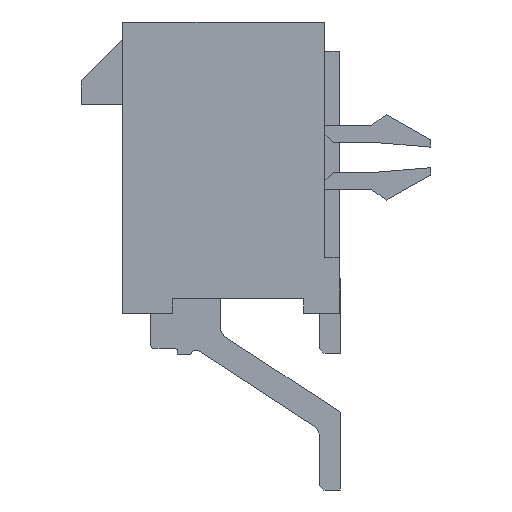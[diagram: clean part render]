
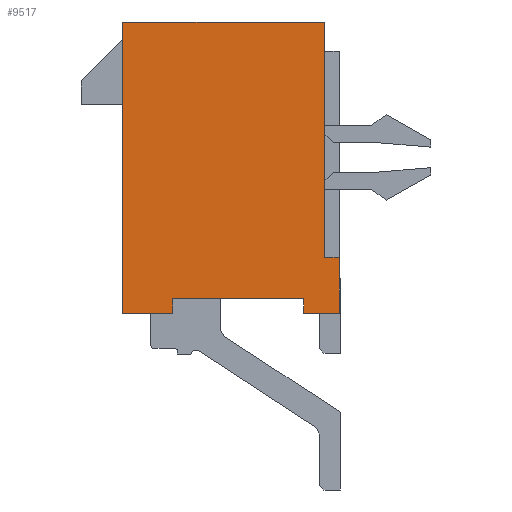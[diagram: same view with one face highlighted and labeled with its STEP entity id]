
A CAD part, front view. The second image highlights one B-rep face of the part: STEP entity #9517.
In plain terms, the highlighted planar face has unit normal (0, -1, 0).
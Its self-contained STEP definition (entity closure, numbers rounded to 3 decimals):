
#1490=ORIENTED_EDGE('',*,*,#3884,.F.);
#1491=ORIENTED_EDGE('',*,*,#3905,.T.);
#1492=ORIENTED_EDGE('',*,*,#3733,.T.);
#1493=ORIENTED_EDGE('',*,*,#3906,.T.);
#1494=ORIENTED_EDGE('',*,*,#3889,.F.);
#1495=ORIENTED_EDGE('',*,*,#3907,.T.);
#1496=ORIENTED_EDGE('',*,*,#3908,.T.);
#1497=ORIENTED_EDGE('',*,*,#3047,.F.);
#1498=ORIENTED_EDGE('',*,*,#3192,.F.);
#1499=ORIENTED_EDGE('',*,*,#3909,.F.);
#3047=EDGE_CURVE('',#4428,#4429,#5346,.T.);
#3192=EDGE_CURVE('',#4560,#4428,#5491,.T.);
#3733=EDGE_CURVE('',#4983,#4982,#5952,.T.);
#3884=EDGE_CURVE('',#5047,#5048,#6103,.T.);
#3889=EDGE_CURVE('',#5051,#5052,#6108,.T.);
#3905=EDGE_CURVE('',#5047,#4983,#6124,.T.);
#3906=EDGE_CURVE('',#4982,#5052,#6125,.T.);
#3907=EDGE_CURVE('',#5051,#5063,#6126,.T.);
#3908=EDGE_CURVE('',#5063,#4429,#6127,.T.);
#3909=EDGE_CURVE('',#5048,#4560,#6128,.T.);
#4428=VERTEX_POINT('',#12955);
#4429=VERTEX_POINT('',#12957);
#4560=VERTEX_POINT('',#13239);
#4982=VERTEX_POINT('',#14306);
#4983=VERTEX_POINT('',#14308);
#5047=VERTEX_POINT('',#14582);
#5048=VERTEX_POINT('',#14584);
#5051=VERTEX_POINT('',#14592);
#5052=VERTEX_POINT('',#14594);
#5063=VERTEX_POINT('',#14626);
#5346=LINE('',#12956,#6631);
#5491=LINE('',#13240,#6776);
#5952=LINE('',#14307,#7237);
#6103=LINE('',#14583,#7388);
#6108=LINE('',#14593,#7393);
#6124=LINE('',#14623,#7409);
#6125=LINE('',#14624,#7410);
#6126=LINE('',#14625,#7411);
#6127=LINE('',#14627,#7412);
#6128=LINE('',#14628,#7413);
#6631=VECTOR('',#10476,1000.);
#6776=VECTOR('',#10635,1000.);
#7237=VECTOR('',#11464,1000.);
#7388=VECTOR('',#11735,1000.);
#7393=VECTOR('',#11742,1000.);
#7409=VECTOR('',#11764,1000.);
#7410=VECTOR('',#11765,1000.);
#7411=VECTOR('',#11766,1000.);
#7412=VECTOR('',#11767,1000.);
#7413=VECTOR('',#11768,1000.);
#8095=EDGE_LOOP('',(#1490,#1491,#1492,#1493,#1494,#1495,#1496,#1497,#1498,
#1499));
#8608=FACE_BOUND('',#8095,.T.);
#9057=PLANE('',#10114);
#9517=ADVANCED_FACE('',(#8608),#9057,.F.);
#10114=AXIS2_PLACEMENT_3D('',#14622,#11762,#11763);
#10476=DIRECTION('',(0.,0.,-1.));
#10635=DIRECTION('',(1.,0.,0.));
#11464=DIRECTION('',(1.,0.,0.));
#11735=DIRECTION('',(-1.,0.,0.));
#11742=DIRECTION('',(-1.,0.,0.));
#11762=DIRECTION('',(0.,1.,0.));
#11763=DIRECTION('',(0.,0.,1.));
#11764=DIRECTION('',(0.,0.,1.));
#11765=DIRECTION('',(0.,0.,-1.));
#11766=DIRECTION('',(0.,0.,1.));
#11767=DIRECTION('',(-1.,0.,0.));
#11768=DIRECTION('',(0.,0.,1.));
#12955=CARTESIAN_POINT('',(3.43,-16.85,4.95));
#12956=CARTESIAN_POINT('',(3.43,-16.85,4.95));
#12957=CARTESIAN_POINT('',(3.43,-16.85,-3.05));
#13239=CARTESIAN_POINT('',(-3.43,-16.85,4.95));
#13240=CARTESIAN_POINT('',(-3.43,-16.85,4.95));
#14306=CARTESIAN_POINT('',(2.73,-16.85,-4.45));
#14307=CARTESIAN_POINT('',(-2.73,-16.85,-4.45));
#14308=CARTESIAN_POINT('',(-1.73,-16.85,-4.45));
#14582=CARTESIAN_POINT('',(-1.73,-16.85,-4.95));
#14583=CARTESIAN_POINT('',(3.43,-16.85,-4.95));
#14584=CARTESIAN_POINT('',(-3.43,-16.85,-4.95));
#14592=CARTESIAN_POINT('',(3.93,-16.85,-4.95));
#14593=CARTESIAN_POINT('',(3.43,-16.85,-4.95));
#14594=CARTESIAN_POINT('',(2.73,-16.85,-4.95));
#14622=CARTESIAN_POINT('',(0.,-16.85,0.));
#14623=CARTESIAN_POINT('',(-1.73,-16.85,-4.95));
#14624=CARTESIAN_POINT('',(2.73,-16.85,-4.45));
#14625=CARTESIAN_POINT('',(3.93,-16.85,-4.95));
#14626=CARTESIAN_POINT('',(3.93,-16.85,-3.05));
#14627=CARTESIAN_POINT('',(3.93,-16.85,-3.05));
#14628=CARTESIAN_POINT('',(-3.43,-16.85,-4.95));
